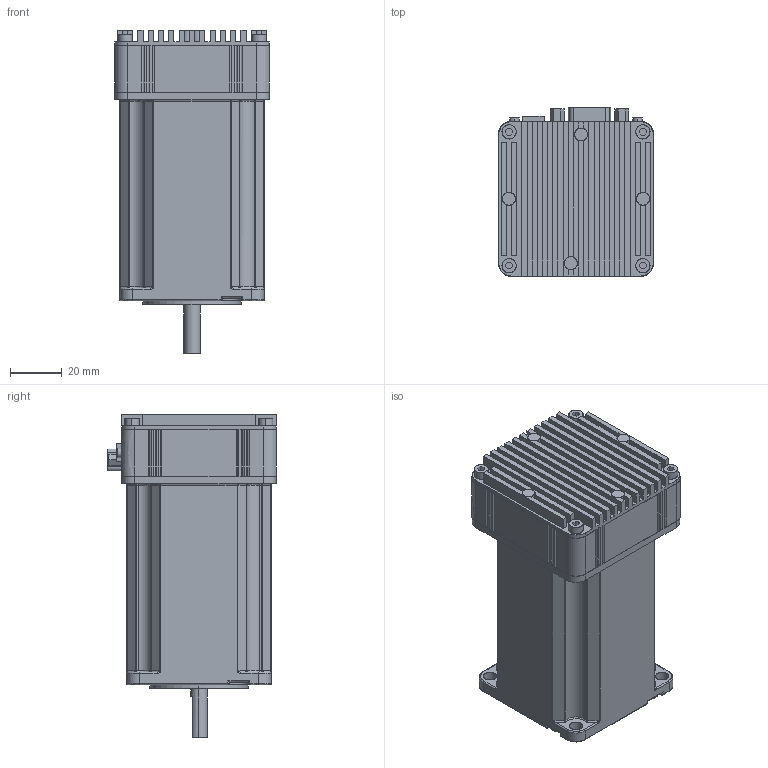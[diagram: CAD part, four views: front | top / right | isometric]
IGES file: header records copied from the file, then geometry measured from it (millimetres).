
Start section: SolidWorks IGES file using analytic representation for surfaces
Global section: file name: SLIM-268D.IGS,; native system: SolidWorks 2007; preprocessor: SolidWorks 2007; author: Administrator; date: 121001.100728; units: millimetre
Bounding box: 60.1 x 65.45 x 125.51 mm (x, y, z)
Surface area: 39017.2 mm2 (no closed solid volume)
Topology: 0 solids, 0 shells, 646 faces, 5796 edges, 5794 vertices
Faces by surface type: bspline 454, revolution 192
